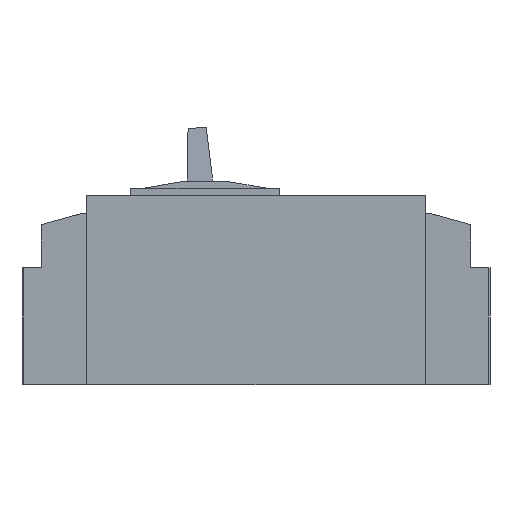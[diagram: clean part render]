
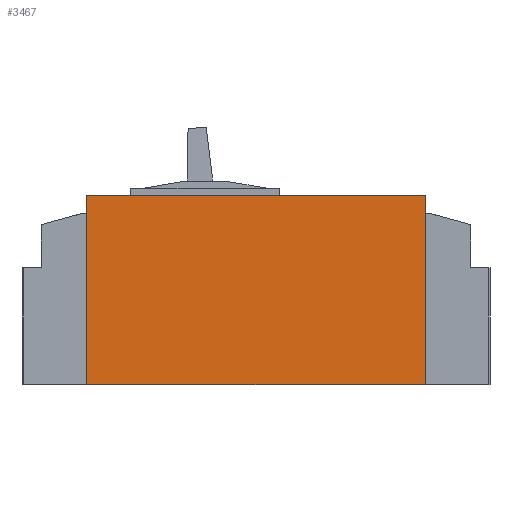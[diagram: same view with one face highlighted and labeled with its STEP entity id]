
A CAD part, left-side view. The second image highlights one B-rep face of the part: STEP entity #3467.
In plain terms, the highlighted planar face has unit normal (-1, 0, 0).
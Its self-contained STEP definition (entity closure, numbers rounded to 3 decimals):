
#119=ORIENTED_EDGE('',*,*,#1101,.F.);
#120=ORIENTED_EDGE('',*,*,#1102,.F.);
#121=ORIENTED_EDGE('',*,*,#1103,.F.);
#122=ORIENTED_EDGE('',*,*,#1104,.F.);
#1101=EDGE_CURVE('',#1591,#1592,#1929,.T.);
#1102=EDGE_CURVE('',#1593,#1591,#1930,.T.);
#1103=EDGE_CURVE('',#1594,#1593,#1931,.T.);
#1104=EDGE_CURVE('',#1592,#1594,#1932,.T.);
#1591=VERTEX_POINT('',#4886);
#1592=VERTEX_POINT('',#4887);
#1593=VERTEX_POINT('',#4889);
#1594=VERTEX_POINT('',#4891);
#1929=LINE('',#4885,#2379);
#1930=LINE('',#4888,#2380);
#1931=LINE('',#4890,#2381);
#1932=LINE('',#4892,#2382);
#2379=VECTOR('',#3955,1000.);
#2380=VECTOR('',#3956,1000.);
#2381=VECTOR('',#3957,1000.);
#2382=VECTOR('',#3958,1000.);
#2813=EDGE_LOOP('',(#119,#120,#121,#122));
#3057=FACE_BOUND('',#2813,.T.);
#3299=PLANE('',#3693);
#3467=ADVANCED_FACE('',(#3057),#3299,.F.);
#3693=AXIS2_PLACEMENT_3D('',#4884,#3953,#3954);
#3953=DIRECTION('',(1.,0.,0.));
#3954=DIRECTION('',(0.,0.,-1.));
#3955=DIRECTION('',(0.,0.,-1.));
#3956=DIRECTION('',(0.,-1.,0.));
#3957=DIRECTION('',(0.,0.,1.));
#3958=DIRECTION('',(0.,1.,0.));
#4884=CARTESIAN_POINT('',(0.,0.,0.));
#4885=CARTESIAN_POINT('',(0.,-108.,120.5));
#4886=CARTESIAN_POINT('',(0.,-108.,120.5));
#4887=CARTESIAN_POINT('',(0.,-108.,0.));
#4888=CARTESIAN_POINT('',(0.,108.,120.5));
#4889=CARTESIAN_POINT('',(0.,108.,120.5));
#4890=CARTESIAN_POINT('',(0.,108.,0.));
#4891=CARTESIAN_POINT('',(0.,108.,0.));
#4892=CARTESIAN_POINT('',(0.,-108.,0.));
